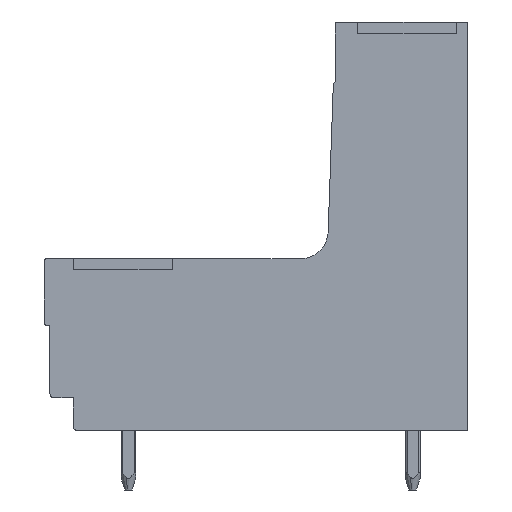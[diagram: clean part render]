
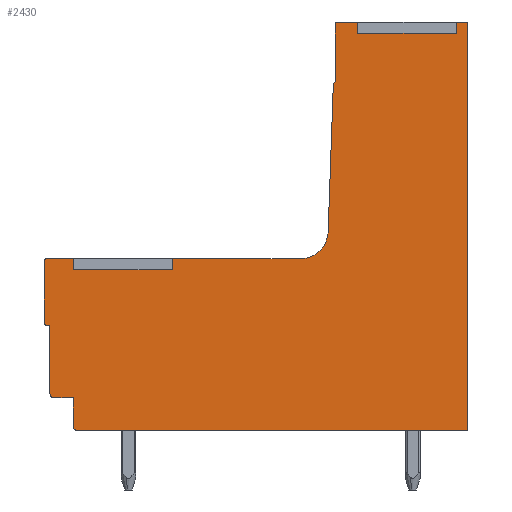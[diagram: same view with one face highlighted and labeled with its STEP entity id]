
A CAD part, left-side view. The second image highlights one B-rep face of the part: STEP entity #2430.
In plain terms, the highlighted planar face has unit normal (-1, 0, 0).
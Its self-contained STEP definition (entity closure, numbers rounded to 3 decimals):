
#2273=AXIS2_PLACEMENT_3D('Plane Axis2P3D',#2270,#2271,#2272) ;
#2284=AXIS2_PLACEMENT_3D('Circle Axis2P3D',#2282,#2283,$) ;
#2298=AXIS2_PLACEMENT_3D('Circle Axis2P3D',#2296,#2297,$) ;
#2312=AXIS2_PLACEMENT_3D('Circle Axis2P3D',#2310,#2311,$) ;
#2331=AXIS2_PLACEMENT_3D('Circle Axis2P3D',#2329,#2330,$) ;
#2345=AXIS2_PLACEMENT_3D('Circle Axis2P3D',#2343,#2344,$) ;
#2366=AXIS2_PLACEMENT_3D('Circle Axis2P3D',#2364,#2365,$) ;
#2387=AXIS2_PLACEMENT_3D('Circle Axis2P3D',#2385,#2386,$) ;
#36=CARTESIAN_POINT('Line Origine',(0.3,5.9,24.8)) ;
#40=CARTESIAN_POINT('Vertex',(0.3,5.9,25.1)) ;
#42=CARTESIAN_POINT('Vertex',(0.3,5.9,24.5)) ;
#76=CARTESIAN_POINT('Line Origine',(0.3,3.25,24.5)) ;
#80=CARTESIAN_POINT('Vertex',(0.3,0.6,24.5)) ;
#135=CARTESIAN_POINT('Vertex',(0.3,0.6,25.1)) ;
#155=CARTESIAN_POINT('Line Origine',(0.3,0.6,24.8)) ;
#172=CARTESIAN_POINT('Line Origine',(0.3,21.14,12.1)) ;
#176=CARTESIAN_POINT('Vertex',(0.3,21.14,12.4)) ;
#178=CARTESIAN_POINT('Vertex',(0.3,21.14,11.8)) ;
#212=CARTESIAN_POINT('Line Origine',(0.3,18.49,11.8)) ;
#216=CARTESIAN_POINT('Vertex',(0.3,15.84,11.8)) ;
#266=CARTESIAN_POINT('Vertex',(0.3,15.84,12.4)) ;
#286=CARTESIAN_POINT('Line Origine',(0.3,15.84,12.1)) ;
#356=CARTESIAN_POINT('Vertex',(0.3,0.,3.2)) ;
#359=CARTESIAN_POINT('Line Origine',(0.3,10.47,3.2)) ;
#363=CARTESIAN_POINT('Vertex',(0.3,20.94,3.2)) ;
#2270=CARTESIAN_POINT('Axis2P3D Location',(0.3,0.,0.)) ;
#2275=CARTESIAN_POINT('Line Origine',(0.3,6.45,25.1)) ;
#2279=CARTESIAN_POINT('Vertex',(0.3,7.,25.1)) ;
#2282=CARTESIAN_POINT('Axis2P3D Location',(0.3,7.,25.)) ;
#2286=CARTESIAN_POINT('Vertex',(0.3,7.1,25.)) ;
#2289=CARTESIAN_POINT('Line Origine',(0.3,7.1,23.45)) ;
#2293=CARTESIAN_POINT('Vertex',(0.3,7.1,21.9)) ;
#2296=CARTESIAN_POINT('Axis2P3D Location',(0.3,6.952,21.694)) ;
#2300=CARTESIAN_POINT('Vertex',(0.3,7.206,21.705)) ;
#2303=CARTESIAN_POINT('Line Origine',(0.3,7.343,17.776)) ;
#2307=CARTESIAN_POINT('Vertex',(0.3,7.48,13.848)) ;
#2310=CARTESIAN_POINT('Axis2P3D Location',(0.3,8.979,13.9)) ;
#2314=CARTESIAN_POINT('Vertex',(0.3,8.979,12.4)) ;
#2317=CARTESIAN_POINT('Line Origine',(0.3,12.41,12.4)) ;
#2322=CARTESIAN_POINT('Line Origine',(0.3,21.87,12.4)) ;
#2326=CARTESIAN_POINT('Vertex',(0.3,22.6,12.4)) ;
#2329=CARTESIAN_POINT('Axis2P3D Location',(0.3,22.6,12.3)) ;
#2333=CARTESIAN_POINT('Vertex',(0.3,22.7,12.3)) ;
#2336=CARTESIAN_POINT('Line Origine',(0.3,22.7,10.65)) ;
#2340=CARTESIAN_POINT('Vertex',(0.3,22.7,9.)) ;
#2343=CARTESIAN_POINT('Axis2P3D Location',(0.3,22.5,9.)) ;
#2347=CARTESIAN_POINT('Vertex',(0.3,22.5,8.8)) ;
#2350=CARTESIAN_POINT('Line Origine',(0.3,22.45,8.8)) ;
#2354=CARTESIAN_POINT('Vertex',(0.3,22.4,8.8)) ;
#2357=CARTESIAN_POINT('Line Origine',(0.3,22.4,6.975)) ;
#2361=CARTESIAN_POINT('Vertex',(0.3,22.4,5.15)) ;
#2364=CARTESIAN_POINT('Axis2P3D Location',(0.3,22.2,5.15)) ;
#2368=CARTESIAN_POINT('Vertex',(0.3,22.2,4.95)) ;
#2371=CARTESIAN_POINT('Line Origine',(0.3,21.67,4.95)) ;
#2375=CARTESIAN_POINT('Vertex',(0.3,21.14,4.95)) ;
#2378=CARTESIAN_POINT('Line Origine',(0.3,21.14,4.175)) ;
#2382=CARTESIAN_POINT('Vertex',(0.3,21.14,3.4)) ;
#2385=CARTESIAN_POINT('Axis2P3D Location',(0.3,20.94,3.4)) ;
#2390=CARTESIAN_POINT('Line Origine',(0.3,0.,14.15)) ;
#2394=CARTESIAN_POINT('Vertex',(0.3,0.,25.1)) ;
#2397=CARTESIAN_POINT('Line Origine',(0.3,0.3,25.1)) ;
#37=DIRECTION('Vector Direction',(0.,0.,1.)) ;
#77=DIRECTION('Vector Direction',(0.,1.,0.)) ;
#156=DIRECTION('Vector Direction',(0.,0.,-1.)) ;
#173=DIRECTION('Vector Direction',(0.,0.,1.)) ;
#213=DIRECTION('Vector Direction',(0.,1.,0.)) ;
#287=DIRECTION('Vector Direction',(0.,0.,-1.)) ;
#360=DIRECTION('Vector Direction',(0.,1.,0.)) ;
#2271=DIRECTION('Axis2P3D Direction',(-1.,0.,0.)) ;
#2272=DIRECTION('Axis2P3D XDirection',(0.,0.,1.)) ;
#2276=DIRECTION('Vector Direction',(0.,-1.,0.)) ;
#2283=DIRECTION('Axis2P3D Direction',(-1.,0.,0.)) ;
#2290=DIRECTION('Vector Direction',(0.,0.,1.)) ;
#2297=DIRECTION('Axis2P3D Direction',(-1.,0.,0.)) ;
#2304=DIRECTION('Vector Direction',(0.,-0.035,0.999)) ;
#2311=DIRECTION('Axis2P3D Direction',(-1.,0.,0.)) ;
#2318=DIRECTION('Vector Direction',(0.,-1.,0.)) ;
#2323=DIRECTION('Vector Direction',(0.,-1.,0.)) ;
#2330=DIRECTION('Axis2P3D Direction',(-1.,0.,0.)) ;
#2337=DIRECTION('Vector Direction',(0.,0.,1.)) ;
#2344=DIRECTION('Axis2P3D Direction',(-1.,0.,0.)) ;
#2351=DIRECTION('Vector Direction',(0.,1.,0.)) ;
#2358=DIRECTION('Vector Direction',(0.,0.,1.)) ;
#2365=DIRECTION('Axis2P3D Direction',(-1.,0.,0.)) ;
#2372=DIRECTION('Vector Direction',(0.,1.,0.)) ;
#2379=DIRECTION('Vector Direction',(0.,0.,1.)) ;
#2386=DIRECTION('Axis2P3D Direction',(-1.,0.,0.)) ;
#2391=DIRECTION('Vector Direction',(0.,0.,-1.)) ;
#2398=DIRECTION('Vector Direction',(0.,-1.,0.)) ;
#38=VECTOR('Line Direction',#37,1.) ;
#78=VECTOR('Line Direction',#77,1.) ;
#157=VECTOR('Line Direction',#156,1.) ;
#174=VECTOR('Line Direction',#173,1.) ;
#214=VECTOR('Line Direction',#213,1.) ;
#288=VECTOR('Line Direction',#287,1.) ;
#361=VECTOR('Line Direction',#360,1.) ;
#2277=VECTOR('Line Direction',#2276,1.) ;
#2291=VECTOR('Line Direction',#2290,1.) ;
#2305=VECTOR('Line Direction',#2304,1.) ;
#2319=VECTOR('Line Direction',#2318,1.) ;
#2324=VECTOR('Line Direction',#2323,1.) ;
#2338=VECTOR('Line Direction',#2337,1.) ;
#2352=VECTOR('Line Direction',#2351,1.) ;
#2359=VECTOR('Line Direction',#2358,1.) ;
#2373=VECTOR('Line Direction',#2372,1.) ;
#2380=VECTOR('Line Direction',#2379,1.) ;
#2392=VECTOR('Line Direction',#2391,1.) ;
#2399=VECTOR('Line Direction',#2398,1.) ;
#2403=ORIENTED_EDGE('',*,*,#2281,.T.) ;
#2404=ORIENTED_EDGE('',*,*,#2288,.T.) ;
#2405=ORIENTED_EDGE('',*,*,#2295,.T.) ;
#2406=ORIENTED_EDGE('',*,*,#2302,.T.) ;
#2407=ORIENTED_EDGE('',*,*,#2309,.T.) ;
#2408=ORIENTED_EDGE('',*,*,#2316,.T.) ;
#2409=ORIENTED_EDGE('',*,*,#2321,.T.) ;
#2410=ORIENTED_EDGE('',*,*,#290,.F.) ;
#2411=ORIENTED_EDGE('',*,*,#218,.F.) ;
#2412=ORIENTED_EDGE('',*,*,#180,.F.) ;
#2413=ORIENTED_EDGE('',*,*,#2328,.T.) ;
#2414=ORIENTED_EDGE('',*,*,#2335,.T.) ;
#2415=ORIENTED_EDGE('',*,*,#2342,.T.) ;
#2416=ORIENTED_EDGE('',*,*,#2349,.T.) ;
#2417=ORIENTED_EDGE('',*,*,#2356,.T.) ;
#2418=ORIENTED_EDGE('',*,*,#2363,.T.) ;
#2419=ORIENTED_EDGE('',*,*,#2370,.T.) ;
#2420=ORIENTED_EDGE('',*,*,#2377,.T.) ;
#2421=ORIENTED_EDGE('',*,*,#2384,.T.) ;
#2422=ORIENTED_EDGE('',*,*,#2389,.T.) ;
#2423=ORIENTED_EDGE('',*,*,#365,.T.) ;
#2424=ORIENTED_EDGE('',*,*,#2396,.T.) ;
#2425=ORIENTED_EDGE('',*,*,#2401,.T.) ;
#2426=ORIENTED_EDGE('',*,*,#159,.F.) ;
#2427=ORIENTED_EDGE('',*,*,#82,.F.) ;
#2428=ORIENTED_EDGE('',*,*,#44,.F.) ;
#2430=ADVANCED_FACE('HOUSING',(#2429),#2274,.T.) ;
#2285=CIRCLE('generated circle',#2284,0.1) ;
#2299=CIRCLE('generated circle',#2298,0.253) ;
#2313=CIRCLE('generated circle',#2312,1.5) ;
#2332=CIRCLE('generated circle',#2331,0.1) ;
#2346=CIRCLE('generated circle',#2345,0.2) ;
#2367=CIRCLE('generated circle',#2366,0.2) ;
#2388=CIRCLE('generated circle',#2387,0.2) ;
#44=EDGE_CURVE('',#41,#43,#39,.F.) ;
#82=EDGE_CURVE('',#43,#81,#79,.F.) ;
#159=EDGE_CURVE('',#81,#136,#158,.F.) ;
#180=EDGE_CURVE('',#177,#179,#175,.F.) ;
#218=EDGE_CURVE('',#179,#217,#215,.F.) ;
#290=EDGE_CURVE('',#217,#267,#289,.F.) ;
#365=EDGE_CURVE('',#364,#357,#362,.F.) ;
#2281=EDGE_CURVE('',#41,#2280,#2278,.F.) ;
#2288=EDGE_CURVE('',#2280,#2287,#2285,.T.) ;
#2295=EDGE_CURVE('',#2287,#2294,#2292,.F.) ;
#2302=EDGE_CURVE('',#2294,#2301,#2299,.T.) ;
#2309=EDGE_CURVE('',#2301,#2308,#2306,.F.) ;
#2316=EDGE_CURVE('',#2308,#2315,#2313,.F.) ;
#2321=EDGE_CURVE('',#2315,#267,#2320,.F.) ;
#2328=EDGE_CURVE('',#177,#2327,#2325,.F.) ;
#2335=EDGE_CURVE('',#2327,#2334,#2332,.T.) ;
#2342=EDGE_CURVE('',#2334,#2341,#2339,.F.) ;
#2349=EDGE_CURVE('',#2341,#2348,#2346,.T.) ;
#2356=EDGE_CURVE('',#2348,#2355,#2353,.F.) ;
#2363=EDGE_CURVE('',#2355,#2362,#2360,.F.) ;
#2370=EDGE_CURVE('',#2362,#2369,#2367,.T.) ;
#2377=EDGE_CURVE('',#2369,#2376,#2374,.F.) ;
#2384=EDGE_CURVE('',#2376,#2383,#2381,.F.) ;
#2389=EDGE_CURVE('',#2383,#364,#2388,.T.) ;
#2396=EDGE_CURVE('',#357,#2395,#2393,.F.) ;
#2401=EDGE_CURVE('',#2395,#136,#2400,.F.) ;
#2402=EDGE_LOOP('',(#2403,#2404,#2405,#2406,#2407,#2408,#2409,#2410,#2411,#2412,#2413,#2414,#2415,#2416,#2417,#2418,#2419,#2420,#2421,#2422,#2423,#2424,#2425,#2426,#2427,#2428)) ;
#2429=FACE_OUTER_BOUND('',#2402,.T.) ;
#39=LINE('Line',#36,#38) ;
#79=LINE('Line',#76,#78) ;
#158=LINE('Line',#155,#157) ;
#175=LINE('Line',#172,#174) ;
#215=LINE('Line',#212,#214) ;
#289=LINE('Line',#286,#288) ;
#362=LINE('Line',#359,#361) ;
#2278=LINE('Line',#2275,#2277) ;
#2292=LINE('Line',#2289,#2291) ;
#2306=LINE('Line',#2303,#2305) ;
#2320=LINE('Line',#2317,#2319) ;
#2325=LINE('Line',#2322,#2324) ;
#2339=LINE('Line',#2336,#2338) ;
#2353=LINE('Line',#2350,#2352) ;
#2360=LINE('Line',#2357,#2359) ;
#2374=LINE('Line',#2371,#2373) ;
#2381=LINE('Line',#2378,#2380) ;
#2393=LINE('Line',#2390,#2392) ;
#2400=LINE('Line',#2397,#2399) ;
#2274=PLANE('',#2273) ;
#41=VERTEX_POINT('',#40) ;
#43=VERTEX_POINT('',#42) ;
#81=VERTEX_POINT('',#80) ;
#136=VERTEX_POINT('',#135) ;
#177=VERTEX_POINT('',#176) ;
#179=VERTEX_POINT('',#178) ;
#217=VERTEX_POINT('',#216) ;
#267=VERTEX_POINT('',#266) ;
#357=VERTEX_POINT('',#356) ;
#364=VERTEX_POINT('',#363) ;
#2280=VERTEX_POINT('',#2279) ;
#2287=VERTEX_POINT('',#2286) ;
#2294=VERTEX_POINT('',#2293) ;
#2301=VERTEX_POINT('',#2300) ;
#2308=VERTEX_POINT('',#2307) ;
#2315=VERTEX_POINT('',#2314) ;
#2327=VERTEX_POINT('',#2326) ;
#2334=VERTEX_POINT('',#2333) ;
#2341=VERTEX_POINT('',#2340) ;
#2348=VERTEX_POINT('',#2347) ;
#2355=VERTEX_POINT('',#2354) ;
#2362=VERTEX_POINT('',#2361) ;
#2369=VERTEX_POINT('',#2368) ;
#2376=VERTEX_POINT('',#2375) ;
#2383=VERTEX_POINT('',#2382) ;
#2395=VERTEX_POINT('',#2394) ;
